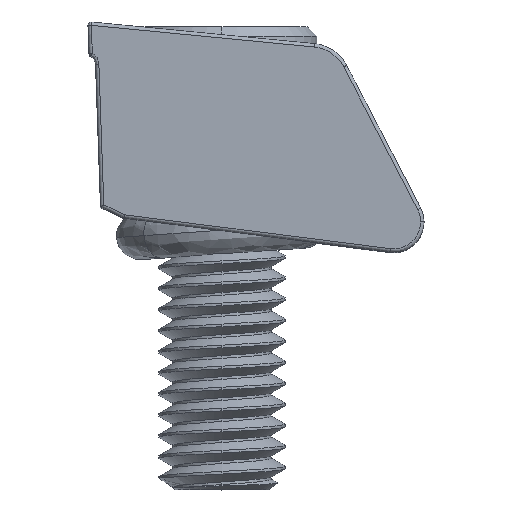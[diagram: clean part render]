
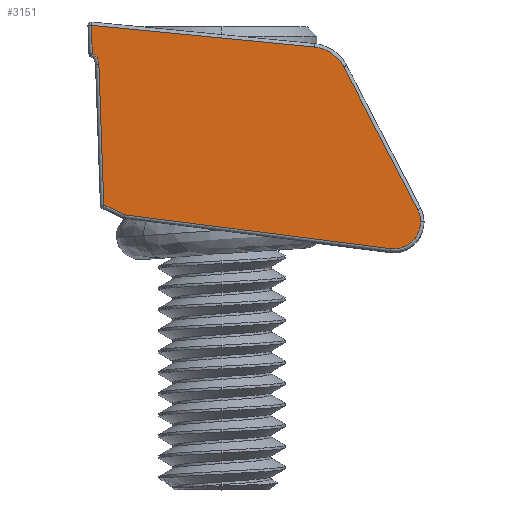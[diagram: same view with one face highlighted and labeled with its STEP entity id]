
A CAD part, top view. The second image highlights one B-rep face of the part: STEP entity #3151.
In plain terms, the highlighted planar face has unit normal (0, 0, 1).
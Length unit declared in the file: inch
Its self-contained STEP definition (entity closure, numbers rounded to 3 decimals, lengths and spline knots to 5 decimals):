
#2 = CARTESIAN_POINT ( 'NONE',  ( 1.04103, -0.55828, 0.5 ) ) ;
#61 =( BOUNDED_CURVE ( )  B_SPLINE_CURVE ( 3, ( #5963, #6010, #9083, #3838 ),
 .UNSPECIFIED., .F., .F. ) 
 B_SPLINE_CURVE_WITH_KNOTS ( ( 4, 4 ),
 ( 0., 1. ),
 .UNSPECIFIED. ) 
 CURVE ( )  GEOMETRIC_REPRESENTATION_ITEM ( )  RATIONAL_B_SPLINE_CURVE ( ( 1., 0.774, 0.774, 1. ) ) 
 REPRESENTATION_ITEM ( '' )  );
#247 = EDGE_LOOP ( 'NONE', ( #3653, #3039, #1168, #440, #5097, #3250, #8543, #8519, #1693, #2533 ) ) ;
#353 = VERTEX_POINT ( 'NONE', #4390 ) ;
#440 = ORIENTED_EDGE ( 'NONE', *, *, #8534, .F. ) ;
#601 = EDGE_CURVE ( 'NONE', #353, #9386, #4087, .T. ) ;
#879 = CARTESIAN_POINT ( 'NONE',  ( 0.77545, -0.08781, 0.5 ) ) ;
#926 = CARTESIAN_POINT ( 'NONE',  ( 0.07486, -0.09408, 0.5 ) ) ;
#928 = CARTESIAN_POINT ( 'NONE',  ( 0.7649, -0.08305, 0.5 ) ) ;
#950 = DIRECTION ( 'NONE',  ( 1., 0., 0. ) ) ;
#1107 = DIRECTION ( 'NONE',  ( -0.903, 0.43, 0. ) ) ;
#1126 = CARTESIAN_POINT ( 'NONE',  ( 0.97, -0.5951, 0.5 ) ) ;
#1168 = ORIENTED_EDGE ( 'NONE', *, *, #601, .T. ) ;
#1176 = CARTESIAN_POINT ( 'NONE',  ( 1.05, -0.58873, 0.5 ) ) ;
#1468 = EDGE_CURVE ( 'NONE', #3870, #5699, #7937, .T. ) ;
#1541 = DIRECTION ( 'NONE',  ( 0.46, -0.888, 0. ) ) ;
#1693 = ORIENTED_EDGE ( 'NONE', *, *, #1468, .F. ) ;
#1703 = CARTESIAN_POINT ( 'NONE',  ( 0.09437, -0.12705, 0.5 ) ) ;
#1720 = CARTESIAN_POINT ( 'NONE',  ( 0.81182, -0.11922, 0.5 ) ) ;
#2313 = VERTEX_POINT ( 'NONE', #8240 ) ;
#2321 = EDGE_CURVE ( 'NONE', #7886, #2313, #8197, .T. ) ;
#2398 = CARTESIAN_POINT ( 'NONE',  ( 1.01781, -0.10312, 0.5 ) ) ;
#2414 = CARTESIAN_POINT ( 'NONE',  ( 0.76266, -0.08218, 0.5 ) ) ;
#2508 = CARTESIAN_POINT ( 'NONE',  ( 0.74329, -0.07644, 0.5 ) ) ;
#2533 = ORIENTED_EDGE ( 'NONE', *, *, #7027, .F. ) ;
#2591 = CARTESIAN_POINT ( 'NONE',  ( 0.95988, -0.67446, 0.5 ) ) ;
#2876 = CARTESIAN_POINT ( 'NONE',  ( 0.07196, -0.01121, 0.5 ) ) ;
#3039 = ORIENTED_EDGE ( 'NONE', *, *, #7658, .F. ) ;
#3105 = EDGE_CURVE ( 'NONE', #8483, #3753, #7899, .T. ) ;
#3151 = ADVANCED_FACE ( 'NONE', ( #8055 ), #7911, .T. ) ;
#3158 = CARTESIAN_POINT ( 'NONE',  ( 0.79997, -0.10528, 0.5 ) ) ;
#3250 = ORIENTED_EDGE ( 'NONE', *, *, #8611, .T. ) ;
#3302 = CARTESIAN_POINT ( 'NONE',  ( 0.95988, -0.67446, 0.5 ) ) ;
#3340 = LINE ( 'NONE', #8438, #6576 ) ;
#3341 = B_SPLINE_CURVE_WITH_KNOTS ( 'NONE', 3,
 ( #6991, #4072, #4025, #3880, #4680, #1703 ),
 .UNSPECIFIED., .F., .F.,
 ( 4, 2, 4 ),
 ( 0., 0.5, 1. ),
 .UNSPECIFIED. ) ;
#3653 = ORIENTED_EDGE ( 'NONE', *, *, #3105, .T. ) ;
#3753 = VERTEX_POINT ( 'NONE', #3943 ) ;
#3797 = CARTESIAN_POINT ( 'NONE',  ( 0.17125, -0.57385, 0.5 ) ) ;
#3838 = CARTESIAN_POINT ( 'NONE',  ( 0.95988, -0.67446, 0.5 ) ) ;
#3869 = VECTOR ( 'NONE', #4878, 39.37008 ) ;
#3870 = VERTEX_POINT ( 'NONE', #3302 ) ;
#3880 = CARTESIAN_POINT ( 'NONE',  ( 0.09228, -0.11392, 0.5 ) ) ;
#3943 = CARTESIAN_POINT ( 'NONE',  ( 1.04103, -0.55828, 0.5 ) ) ;
#4025 = CARTESIAN_POINT ( 'NONE',  ( 0.08535, -0.10223, 0.5 ) ) ;
#4072 = CARTESIAN_POINT ( 'NONE',  ( 0.08069, -0.09755, 0.5 ) ) ;
#4087 = B_SPLINE_CURVE_WITH_KNOTS ( 'NONE', 3,
 ( #7663, #9242, #7855, #1720, #5487, #8598, #3158, #9191, #8500, #879, #4090, #928, #2414, #4747, #2508, #5438 ),
 .UNSPECIFIED., .F., .F.,
 ( 4, 1, 2, 2, 2, 1, 2, 2, 4 ),
 ( 0., 0.125, 0.1875, 0.25, 0.5, 0.625, 0.6875, 0.75, 1. ),
 .UNSPECIFIED. ) ;
#4090 = CARTESIAN_POINT ( 'NONE',  ( 0.76916, -0.08488, 0.5 ) ) ;
#4390 = CARTESIAN_POINT ( 'NONE',  ( 0.82132, -0.13443, 0.5 ) ) ;
#4489 = LINE ( 'NONE', #7501, #9741 ) ;
#4680 = CARTESIAN_POINT ( 'NONE',  ( 0.09413, -0.12025, 0.5 ) ) ;
#4747 = CARTESIAN_POINT ( 'NONE',  ( 0.75204, -0.07839, 0.5 ) ) ;
#4878 = DIRECTION ( 'NONE',  ( -0.992, 0.127, 0. ) ) ;
#5097 = ORIENTED_EDGE ( 'NONE', *, *, #6118, .F. ) ;
#5099 = CARTESIAN_POINT ( 'NONE',  ( 1.04622, -0.56996, 0.5 ) ) ;
#5373 = DIRECTION ( 'NONE',  ( 0.995, -0.097, 0. ) ) ;
#5438 = CARTESIAN_POINT ( 'NONE',  ( 0.7343, -0.07557, 0.5 ) ) ;
#5487 = CARTESIAN_POINT ( 'NONE',  ( 0.80906, -0.11568, 0.5 ) ) ;
#5699 = VERTEX_POINT ( 'NONE', #3797 ) ;
#5732 = CARTESIAN_POINT ( 'NONE',  ( 1.05, -0.5951, 0.5 ) ) ;
#5752 = VERTEX_POINT ( 'NONE', #926 ) ;
#5784 = CARTESIAN_POINT ( 'NONE',  ( 1.04922, -0.58234, 0.5 ) ) ;
#5866 = DIRECTION ( 'NONE',  ( -0.035, 0.999, 0. ) ) ;
#5963 = CARTESIAN_POINT ( 'NONE',  ( 1.05, -0.5951, 0.5 ) ) ;
#6010 = CARTESIAN_POINT ( 'NONE',  ( 1.05, -0.64682, 0.5 ) ) ;
#6118 = EDGE_CURVE ( 'NONE', #5752, #9643, #3340, .T. ) ;
#6273 = CARTESIAN_POINT ( 'NONE',  ( 0.7343, -0.07557, 0.5 ) ) ;
#6576 = VECTOR ( 'NONE', #9324, 39.37008 ) ;
#6991 = CARTESIAN_POINT ( 'NONE',  ( 0.07486, -0.09408, 0.5 ) ) ;
#7027 = EDGE_CURVE ( 'NONE', #8483, #3870, #61, .T. ) ;
#7082 = EDGE_CURVE ( 'NONE', #5699, #7886, #4489, .T. ) ;
#7501 = CARTESIAN_POINT ( 'NONE',  ( 0.83065, -0.88779, 0.5 ) ) ;
#7658 = EDGE_CURVE ( 'NONE', #353, #3753, #8180, .T. ) ;
#7663 = CARTESIAN_POINT ( 'NONE',  ( 0.82132, -0.13443, 0.5 ) ) ;
#7855 = CARTESIAN_POINT ( 'NONE',  ( 0.81579, -0.12465, 0.5 ) ) ;
#7886 = VERTEX_POINT ( 'NONE', #9787 ) ;
#7899 = B_SPLINE_CURVE_WITH_KNOTS ( 'NONE', 3,
 ( #5732, #1176, #5784, #5099, #9491, #8800 ),
 .UNSPECIFIED., .F., .F.,
 ( 4, 2, 4 ),
 ( 0., 0.5, 1. ),
 .UNSPECIFIED. ) ;
#7911 = PLANE ( 'NONE',  #9660 ) ;
#7937 = LINE ( 'NONE', #2591, #3869 ) ;
#8055 = FACE_OUTER_BOUND ( 'NONE', #247, .T. ) ;
#8180 = LINE ( 'NONE', #2, #8630 ) ;
#8197 = LINE ( 'NONE', #8832, #9497 ) ;
#8240 = CARTESIAN_POINT ( 'NONE',  ( 0.09437, -0.12705, 0.5 ) ) ;
#8245 = CARTESIAN_POINT ( 'NONE',  ( 1.05, -0.5951, 0.5 ) ) ;
#8438 = CARTESIAN_POINT ( 'NONE',  ( 0.07051, 0.03035, 0.5 ) ) ;
#8483 = VERTEX_POINT ( 'NONE', #8245 ) ;
#8500 = CARTESIAN_POINT ( 'NONE',  ( 0.78144, -0.09133, 0.5 ) ) ;
#8519 = ORIENTED_EDGE ( 'NONE', *, *, #7082, .F. ) ;
#8534 = EDGE_CURVE ( 'NONE', #9643, #9386, #9174, .T. ) ;
#8543 = ORIENTED_EDGE ( 'NONE', *, *, #2321, .F. ) ;
#8598 = CARTESIAN_POINT ( 'NONE',  ( 0.80766, -0.114, 0.5 ) ) ;
#8611 = EDGE_CURVE ( 'NONE', #5752, #2313, #3341, .T. ) ;
#8630 = VECTOR ( 'NONE', #1541, 39.37008 ) ;
#8784 = VECTOR ( 'NONE', #5373, 39.37008 ) ;
#8800 = CARTESIAN_POINT ( 'NONE',  ( 1.04103, -0.55828, 0.5 ) ) ;
#8832 = CARTESIAN_POINT ( 'NONE',  ( 0.11176, -0.62507, 0.5 ) ) ;
#9083 = CARTESIAN_POINT ( 'NONE',  ( 1.01118, -0.681, 0.5 ) ) ;
#9125 = DIRECTION ( 'NONE',  ( 0., 0., 1. ) ) ;
#9174 = LINE ( 'NONE', #2398, #8784 ) ;
#9191 = CARTESIAN_POINT ( 'NONE',  ( 0.793, -0.09916, 0.5 ) ) ;
#9242 = CARTESIAN_POINT ( 'NONE',  ( 0.81924, -0.13043, 0.5 ) ) ;
#9324 = DIRECTION ( 'NONE',  ( -0.035, 0.999, 0. ) ) ;
#9386 = VERTEX_POINT ( 'NONE', #6273 ) ;
#9491 = CARTESIAN_POINT ( 'NONE',  ( 1.04399, -0.564, 0.5 ) ) ;
#9497 = VECTOR ( 'NONE', #5866, 39.37008 ) ;
#9643 = VERTEX_POINT ( 'NONE', #2876 ) ;
#9660 = AXIS2_PLACEMENT_3D ( 'NONE', #1126, #9125, #950 ) ;
#9741 = VECTOR ( 'NONE', #1107, 39.37008 ) ;
#9787 = CARTESIAN_POINT ( 'NONE',  ( 0.10894, -0.54418, 0.5 ) ) ;
